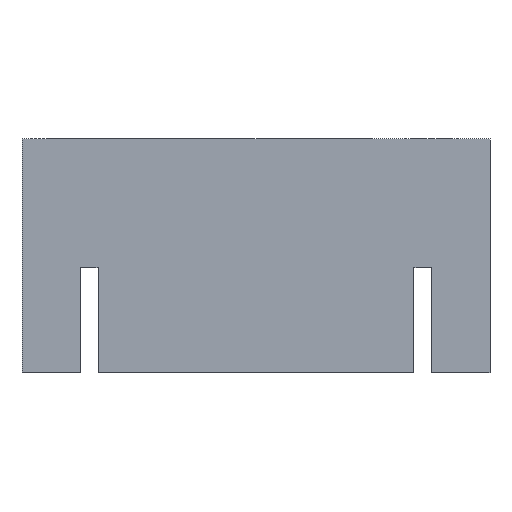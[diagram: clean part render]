
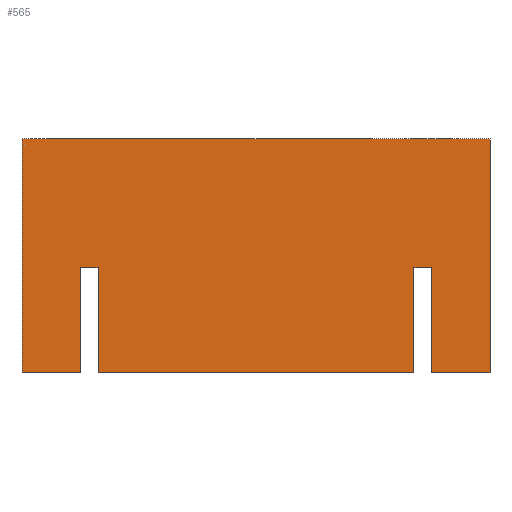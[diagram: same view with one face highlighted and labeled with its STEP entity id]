
A CAD part, front view. The second image highlights one B-rep face of the part: STEP entity #565.
In plain terms, the highlighted planar face has unit normal (0, -1, 0).
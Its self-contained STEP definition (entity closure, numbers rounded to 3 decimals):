
#3 = CARTESIAN_POINT ( 'NONE',  ( 20., -13.5, -15. ) ) ;
#19 = EDGE_CURVE ( 'NONE', #1336, #728, #338, .T. ) ;
#42 = VECTOR ( 'NONE', #781, 1000. ) ;
#48 = CARTESIAN_POINT ( 'NONE',  ( 15., -13.5, -6. ) ) ;
#52 = LINE ( 'NONE', #1156, #745 ) ;
#76 = DIRECTION ( 'NONE',  ( 0., 0., -1. ) ) ;
#84 = VECTOR ( 'NONE', #102, 1000. ) ;
#92 = ORIENTED_EDGE ( 'NONE', *, *, #1012, .T. ) ;
#94 = LINE ( 'NONE', #691, #690 ) ;
#102 = DIRECTION ( 'NONE',  ( -1., 0., 0. ) ) ;
#111 = CARTESIAN_POINT ( 'NONE',  ( 13.5, -13.5, -15. ) ) ;
#113 = EDGE_CURVE ( 'NONE', #257, #227, #1439, .T. ) ;
#123 = VERTEX_POINT ( 'NONE', #1084 ) ;
#148 = ORIENTED_EDGE ( 'NONE', *, *, #511, .F. ) ;
#165 = VERTEX_POINT ( 'NONE', #238 ) ;
#226 = LINE ( 'NONE', #462, #1219 ) ;
#227 = VERTEX_POINT ( 'NONE', #554 ) ;
#238 = CARTESIAN_POINT ( 'NONE',  ( 20., -13.5, 5. ) ) ;
#244 = PLANE ( 'NONE',  #428 ) ;
#246 = ORIENTED_EDGE ( 'NONE', *, *, #808, .T. ) ;
#250 = CARTESIAN_POINT ( 'NONE',  ( 20., -13.5, -15. ) ) ;
#252 = DIRECTION ( 'NONE',  ( 0., 0., -1. ) ) ;
#257 = VERTEX_POINT ( 'NONE', #1338 ) ;
#267 = ORIENTED_EDGE ( 'NONE', *, *, #288, .F. ) ;
#288 = EDGE_CURVE ( 'NONE', #963, #123, #52, .T. ) ;
#308 = CARTESIAN_POINT ( 'NONE',  ( -13.5, -13.5, -15. ) ) ;
#338 = LINE ( 'NONE', #803, #84 ) ;
#428 = AXIS2_PLACEMENT_3D ( 'NONE', #928, #807, #693 ) ;
#433 = LINE ( 'NONE', #801, #42 ) ;
#437 = CARTESIAN_POINT ( 'NONE',  ( -15., -13.5, -6. ) ) ;
#442 = DIRECTION ( 'NONE',  ( 1., 0., 0. ) ) ;
#456 = ORIENTED_EDGE ( 'NONE', *, *, #509, .F. ) ;
#462 = CARTESIAN_POINT ( 'NONE',  ( -15., -13.5, -15. ) ) ;
#509 = EDGE_CURVE ( 'NONE', #257, #165, #1276, .T. ) ;
#510 = ORIENTED_EDGE ( 'NONE', *, *, #1135, .T. ) ;
#511 = EDGE_CURVE ( 'NONE', #165, #1336, #1386, .T. ) ;
#554 = CARTESIAN_POINT ( 'NONE',  ( -20., -13.5, -15. ) ) ;
#563 = VERTEX_POINT ( 'NONE', #797 ) ;
#565 = ADVANCED_FACE ( 'NONE', ( #1533 ), #244, .F. ) ;
#572 = CARTESIAN_POINT ( 'NONE',  ( 20., -13.5, 5. ) ) ;
#606 = VERTEX_POINT ( 'NONE', #855 ) ;
#610 = VERTEX_POINT ( 'NONE', #1327 ) ;
#612 = DIRECTION ( 'NONE',  ( -1., 0., 0. ) ) ;
#667 = CARTESIAN_POINT ( 'NONE',  ( 15., -13.5, -15. ) ) ;
#690 = VECTOR ( 'NONE', #76, 1000. ) ;
#691 = CARTESIAN_POINT ( 'NONE',  ( 15., -13.5, -15. ) ) ;
#693 = DIRECTION ( 'NONE',  ( 0., 0., 1. ) ) ;
#728 = VERTEX_POINT ( 'NONE', #667 ) ;
#744 = EDGE_LOOP ( 'NONE', ( #833, #246, #510, #92, #267, #832, #826, #1319, #1284, #148, #456, #1041 ) ) ;
#745 = VECTOR ( 'NONE', #1484, 1000. ) ;
#750 = DIRECTION ( 'NONE',  ( 0., 0., -1. ) ) ;
#780 = EDGE_CURVE ( 'NONE', #1078, #728, #94, .T. ) ;
#781 = DIRECTION ( 'NONE',  ( 1., 0., 0. ) ) ;
#797 = CARTESIAN_POINT ( 'NONE',  ( -13.5, -13.5, -6. ) ) ;
#801 = CARTESIAN_POINT ( 'NONE',  ( 13.5, -13.5, -6. ) ) ;
#803 = CARTESIAN_POINT ( 'NONE',  ( 20., -13.5, -15. ) ) ;
#807 = DIRECTION ( 'NONE',  ( 0., 1., 0. ) ) ;
#808 = EDGE_CURVE ( 'NONE', #964, #610, #226, .T. ) ;
#826 = ORIENTED_EDGE ( 'NONE', *, *, #1153, .T. ) ;
#828 = EDGE_CURVE ( 'NONE', #964, #227, #1543, .T. ) ;
#832 = ORIENTED_EDGE ( 'NONE', *, *, #1373, .T. ) ;
#833 = ORIENTED_EDGE ( 'NONE', *, *, #828, .F. ) ;
#840 = CARTESIAN_POINT ( 'NONE',  ( -20., -13.5, 5. ) ) ;
#855 = CARTESIAN_POINT ( 'NONE',  ( 13.5, -13.5, -6. ) ) ;
#907 = CARTESIAN_POINT ( 'NONE',  ( -20., -13.5, 5. ) ) ;
#928 = CARTESIAN_POINT ( 'NONE',  ( -20., -13.5, 5. ) ) ;
#963 = VERTEX_POINT ( 'NONE', #111 ) ;
#964 = VERTEX_POINT ( 'NONE', #1066 ) ;
#971 = VECTOR ( 'NONE', #442, 1000. ) ;
#1012 = EDGE_CURVE ( 'NONE', #563, #123, #1127, .T. ) ;
#1041 = ORIENTED_EDGE ( 'NONE', *, *, #113, .T. ) ;
#1048 = DIRECTION ( 'NONE',  ( 0., 0., -1. ) ) ;
#1066 = CARTESIAN_POINT ( 'NONE',  ( -15., -13.5, -15. ) ) ;
#1078 = VERTEX_POINT ( 'NONE', #48 ) ;
#1084 = CARTESIAN_POINT ( 'NONE',  ( -13.5, -13.5, -15. ) ) ;
#1127 = LINE ( 'NONE', #308, #1506 ) ;
#1135 = EDGE_CURVE ( 'NONE', #610, #563, #1407, .T. ) ;
#1153 = EDGE_CURVE ( 'NONE', #606, #1078, #433, .T. ) ;
#1156 = CARTESIAN_POINT ( 'NONE',  ( 20., -13.5, -15. ) ) ;
#1166 = VECTOR ( 'NONE', #1048, 1000. ) ;
#1219 = VECTOR ( 'NONE', #1410, 1000. ) ;
#1237 = CARTESIAN_POINT ( 'NONE',  ( 13.5, -13.5, -15. ) ) ;
#1244 = VECTOR ( 'NONE', #252, 1000. ) ;
#1276 = LINE ( 'NONE', #907, #971 ) ;
#1284 = ORIENTED_EDGE ( 'NONE', *, *, #19, .F. ) ;
#1319 = ORIENTED_EDGE ( 'NONE', *, *, #780, .T. ) ;
#1327 = CARTESIAN_POINT ( 'NONE',  ( -15., -13.5, -6. ) ) ;
#1336 = VERTEX_POINT ( 'NONE', #250 ) ;
#1338 = CARTESIAN_POINT ( 'NONE',  ( -20., -13.5, 5. ) ) ;
#1355 = DIRECTION ( 'NONE',  ( 0., 0., 1. ) ) ;
#1373 = EDGE_CURVE ( 'NONE', #963, #606, #1493, .T. ) ;
#1386 = LINE ( 'NONE', #572, #1166 ) ;
#1388 = VECTOR ( 'NONE', #612, 1000. ) ;
#1407 = LINE ( 'NONE', #437, #1415 ) ;
#1410 = DIRECTION ( 'NONE',  ( 0., 0., 1. ) ) ;
#1415 = VECTOR ( 'NONE', #1530, 1000. ) ;
#1439 = LINE ( 'NONE', #840, #1244 ) ;
#1484 = DIRECTION ( 'NONE',  ( -1., 0., 0. ) ) ;
#1490 = VECTOR ( 'NONE', #1355, 1000. ) ;
#1493 = LINE ( 'NONE', #1237, #1490 ) ;
#1506 = VECTOR ( 'NONE', #750, 1000. ) ;
#1530 = DIRECTION ( 'NONE',  ( 1., 0., 0. ) ) ;
#1533 = FACE_OUTER_BOUND ( 'NONE', #744, .T. ) ;
#1543 = LINE ( 'NONE', #3, #1388 ) ;
